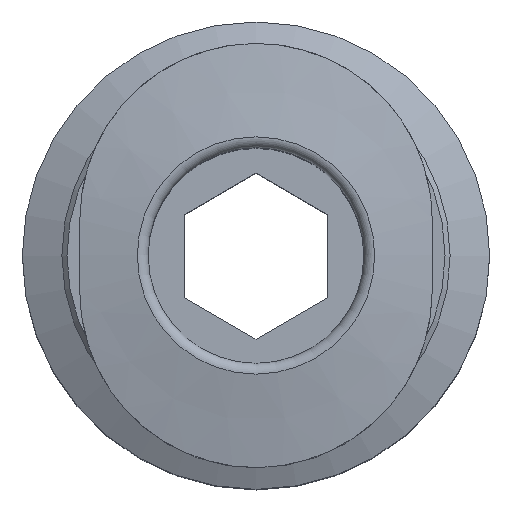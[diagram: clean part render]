
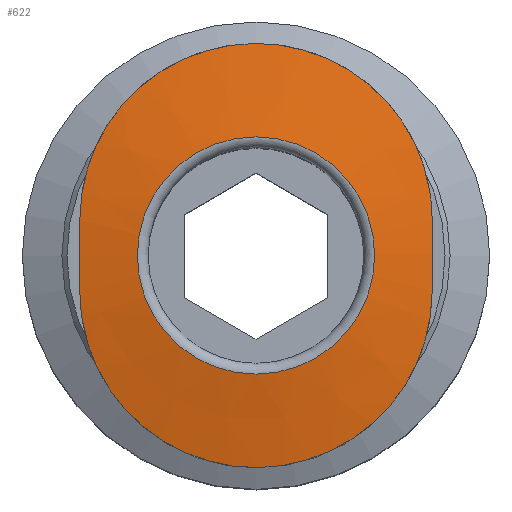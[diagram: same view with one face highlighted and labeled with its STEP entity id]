
A CAD part, top view. The second image highlights one B-rep face of the part: STEP entity #622.
In plain terms, the highlighted conical face has half-angle 80 degrees and reference radius 3.3 mm.
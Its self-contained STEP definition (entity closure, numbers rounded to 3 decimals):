
#20=B_SPLINE_CURVE_WITH_KNOTS('',3,(#884,#885,#886,#887,#888,#889,#890),
 .UNSPECIFIED.,.F.,.F.,(4,1,1,1,4),(0.,0.004,
0.008,0.011,0.015),
 .UNSPECIFIED.);
#21=B_SPLINE_CURVE_WITH_KNOTS('',3,(#896,#897,#898,#899),.UNSPECIFIED.,
 .F.,.F.,(4,4),(0.002,0.004),.UNSPECIFIED.);
#22=B_SPLINE_CURVE_WITH_KNOTS('',3,(#903,#904,#905,#906,#907,#908,#909),
 .UNSPECIFIED.,.F.,.F.,(4,1,1,1,4),(0.,0.004,
0.008,0.011,0.015),.UNSPECIFIED.);
#23=B_SPLINE_CURVE_WITH_KNOTS('',3,(#913,#914,#915,#916),.UNSPECIFIED.,
 .F.,.F.,(4,4),(0.002,0.004),.UNSPECIFIED.);
#29=CONICAL_SURFACE('',#675,3.3,1.396);
#58=CIRCLE('',#674,3.3);
#124=ORIENTED_EDGE('',*,*,#187,.F.);
#125=ORIENTED_EDGE('',*,*,#184,.F.);
#126=ORIENTED_EDGE('',*,*,#191,.F.);
#127=ORIENTED_EDGE('',*,*,#189,.F.);
#128=ORIENTED_EDGE('',*,*,#193,.T.);
#184=EDGE_CURVE('',#231,#232,#20,.T.);
#187=EDGE_CURVE('',#232,#233,#21,.T.);
#189=EDGE_CURVE('',#233,#234,#22,.T.);
#191=EDGE_CURVE('',#234,#231,#23,.T.);
#193=EDGE_CURVE('',#236,#236,#58,.T.);
#231=VERTEX_POINT('',#891);
#232=VERTEX_POINT('',#892);
#233=VERTEX_POINT('',#900);
#234=VERTEX_POINT('',#910);
#236=VERTEX_POINT('',#922);
#325=EDGE_LOOP('',(#124,#125,#126,#127));
#326=EDGE_LOOP('',(#128));
#373=FACE_BOUND('',#325,.T.);
#374=FACE_BOUND('',#326,.T.);
#622=ADVANCED_FACE('',(#373,#374),#29,.T.);
#674=AXIS2_PLACEMENT_3D('',#921,#782,#783);
#675=AXIS2_PLACEMENT_3D('',#923,#784,#785);
#782=DIRECTION('',(0.,0.,-1.));
#783=DIRECTION('',(-1.,0.,0.));
#784=DIRECTION('',(0.,0.,-1.));
#785=DIRECTION('',(-1.,0.,0.));
#884=CARTESIAN_POINT('',(-4.9,1.,13.));
#885=CARTESIAN_POINT('',(-4.9,2.294,12.954));
#886=CARTESIAN_POINT('',(-3.839,4.832,12.873));
#887=CARTESIAN_POINT('',(-0.005,6.433,12.826));
#888=CARTESIAN_POINT('',(3.837,4.836,12.873));
#889=CARTESIAN_POINT('',(4.9,2.294,12.954));
#890=CARTESIAN_POINT('',(4.9,1.,13.));
#891=CARTESIAN_POINT('',(-4.9,1.,13.));
#892=CARTESIAN_POINT('',(4.9,1.,13.));
#896=CARTESIAN_POINT('',(4.9,1.,13.));
#897=CARTESIAN_POINT('',(4.9,0.333,13.024));
#898=CARTESIAN_POINT('',(4.9,-0.333,13.024));
#899=CARTESIAN_POINT('',(4.9,-1.,13.));
#900=CARTESIAN_POINT('',(4.9,-1.,13.));
#903=CARTESIAN_POINT('',(4.9,-1.,13.));
#904=CARTESIAN_POINT('',(4.9,-2.294,12.954));
#905=CARTESIAN_POINT('',(3.839,-4.832,12.873));
#906=CARTESIAN_POINT('',(0.005,-6.433,12.826));
#907=CARTESIAN_POINT('',(-3.837,-4.836,12.873));
#908=CARTESIAN_POINT('',(-4.9,-2.294,12.954));
#909=CARTESIAN_POINT('',(-4.9,-1.,13.));
#910=CARTESIAN_POINT('',(-4.9,-1.,13.));
#913=CARTESIAN_POINT('',(-4.9,-1.,13.));
#914=CARTESIAN_POINT('',(-4.9,-0.333,13.024));
#915=CARTESIAN_POINT('',(-4.9,0.333,13.024));
#916=CARTESIAN_POINT('',(-4.9,1.,13.));
#921=CARTESIAN_POINT('',(0.,0.,13.3));
#922=CARTESIAN_POINT('',(-3.3,0.,13.3));
#923=CARTESIAN_POINT('',(0.,0.,13.3));
